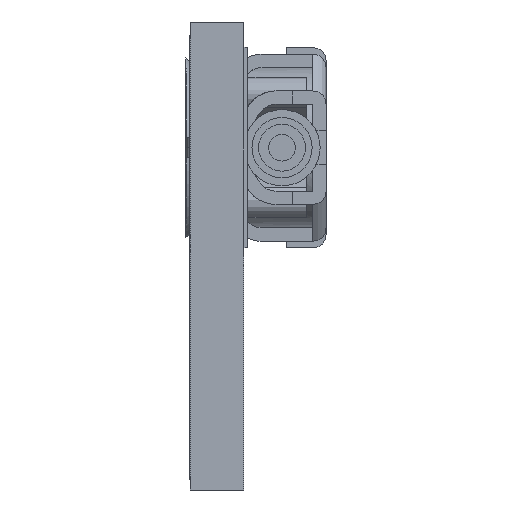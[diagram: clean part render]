
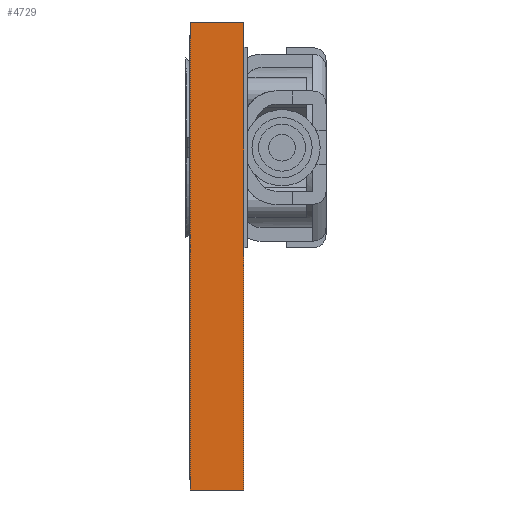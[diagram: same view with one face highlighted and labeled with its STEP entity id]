
A CAD part, left-side view. The second image highlights one B-rep face of the part: STEP entity #4729.
In plain terms, the highlighted planar face has unit normal (-1, 0, 0).
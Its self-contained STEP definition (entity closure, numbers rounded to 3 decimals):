
#454 = VERTEX_POINT ( 'NONE', #8671 ) ;
#717 = CARTESIAN_POINT ( 'NONE',  ( -40.49, 2.688, 13.925 ) ) ;
#746 = CARTESIAN_POINT ( 'NONE',  ( -40.49, 2.955, 13.925 ) ) ;
#836 = CARTESIAN_POINT ( 'NONE',  ( -40.49, 2.955, 9.258 ) ) ;
#1080 = DIRECTION ( 'NONE',  ( 0., 1., 0. ) ) ;
#1169 = B_SPLINE_CURVE_WITH_KNOTS ( 'NONE', 3,
 ( #8213, #2706, #717, #8467 ),
 .UNSPECIFIED., .F., .F.,
 ( 4, 4 ),
 ( 0., 1. ),
 .UNSPECIFIED. ) ;
#1260 = B_SPLINE_CURVE_WITH_KNOTS ( 'NONE', 3,
 ( #5632, #5681, #13523, #2439 ),
 .UNSPECIFIED., .F., .F.,
 ( 4, 4 ),
 ( 0., 1. ),
 .UNSPECIFIED. ) ;
#1336 = EDGE_CURVE ( 'NONE', #454, #10854, #1260, .T. ) ;
#2050 = ORIENTED_EDGE ( 'NONE', *, *, #13178, .T. ) ;
#2112 = DIRECTION ( 'NONE',  ( 1., 0., 0. ) ) ;
#2267 = CARTESIAN_POINT ( 'NONE',  ( -40.49, 2.688, 6.925 ) ) ;
#2374 = ORIENTED_EDGE ( 'NONE', *, *, #13379, .T. ) ;
#2439 = CARTESIAN_POINT ( 'NONE',  ( -40.49, 2.155, 6.925 ) ) ;
#2706 = CARTESIAN_POINT ( 'NONE',  ( -40.49, 2.421, 13.925 ) ) ;
#3373 = CARTESIAN_POINT ( 'NONE',  ( -40.49, 2.155, 6.925 ) ) ;
#3482 = EDGE_LOOP ( 'NONE', ( #2050, #9105, #2374, #11286 ) ) ;
#3517 = CARTESIAN_POINT ( 'NONE',  ( -40.49, 2.421, 6.925 ) ) ;
#3650 = VERTEX_POINT ( 'NONE', #4610 ) ;
#4218 = AXIS2_PLACEMENT_3D ( 'NONE', #14209, #2112, #1080 ) ;
#4610 = CARTESIAN_POINT ( 'NONE',  ( -40.49, 2.955, 13.925 ) ) ;
#4729 = ADVANCED_FACE ( 'NONE', ( #13897 ), #9692, .F. ) ;
#5632 = CARTESIAN_POINT ( 'NONE',  ( -40.49, 2.155, 13.925 ) ) ;
#5681 = CARTESIAN_POINT ( 'NONE',  ( -40.49, 2.155, 11.592 ) ) ;
#6381 = B_SPLINE_CURVE_WITH_KNOTS ( 'NONE', 3,
 ( #13926, #836, #9501, #746 ),
 .UNSPECIFIED., .F., .F.,
 ( 4, 4 ),
 ( 0., 1. ),
 .UNSPECIFIED. ) ;
#6954 = EDGE_CURVE ( 'NONE', #12920, #3650, #6381, .T. ) ;
#8213 = CARTESIAN_POINT ( 'NONE',  ( -40.49, 2.155, 13.925 ) ) ;
#8467 = CARTESIAN_POINT ( 'NONE',  ( -40.49, 2.955, 13.925 ) ) ;
#8671 = CARTESIAN_POINT ( 'NONE',  ( -40.49, 2.155, 13.925 ) ) ;
#9105 = ORIENTED_EDGE ( 'NONE', *, *, #6954, .F. ) ;
#9501 = CARTESIAN_POINT ( 'NONE',  ( -40.49, 2.955, 11.592 ) ) ;
#9692 = PLANE ( 'NONE',  #4218 ) ;
#10129 = CARTESIAN_POINT ( 'NONE',  ( -40.49, 2.955, 6.925 ) ) ;
#10411 = CARTESIAN_POINT ( 'NONE',  ( -40.49, 2.955, 6.925 ) ) ;
#10854 = VERTEX_POINT ( 'NONE', #14198 ) ;
#11286 = ORIENTED_EDGE ( 'NONE', *, *, #1336, .F. ) ;
#11856 = B_SPLINE_CURVE_WITH_KNOTS ( 'NONE', 3,
 ( #10129, #2267, #3517, #3373 ),
 .UNSPECIFIED., .F., .F.,
 ( 4, 4 ),
 ( 0., 1. ),
 .UNSPECIFIED. ) ;
#12920 = VERTEX_POINT ( 'NONE', #10411 ) ;
#13178 = EDGE_CURVE ( 'NONE', #454, #3650, #1169, .T. ) ;
#13379 = EDGE_CURVE ( 'NONE', #12920, #10854, #11856, .T. ) ;
#13523 = CARTESIAN_POINT ( 'NONE',  ( -40.49, 2.155, 9.258 ) ) ;
#13897 = FACE_OUTER_BOUND ( 'NONE', #3482, .T. ) ;
#13926 = CARTESIAN_POINT ( 'NONE',  ( -40.49, 2.955, 6.925 ) ) ;
#14198 = CARTESIAN_POINT ( 'NONE',  ( -40.49, 2.155, 6.925 ) ) ;
#14209 = CARTESIAN_POINT ( 'NONE',  ( -40.49, 2.955, 13.925 ) ) ;
